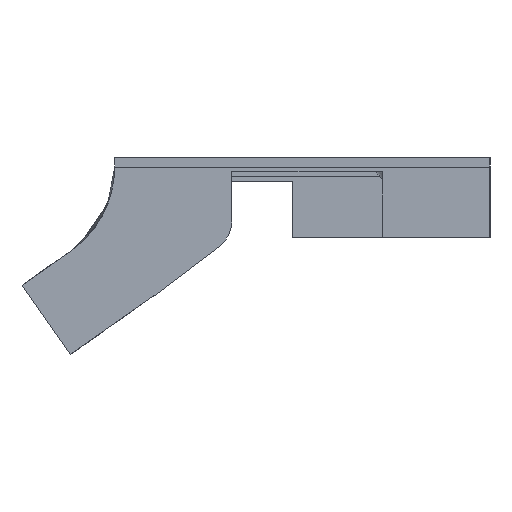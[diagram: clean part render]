
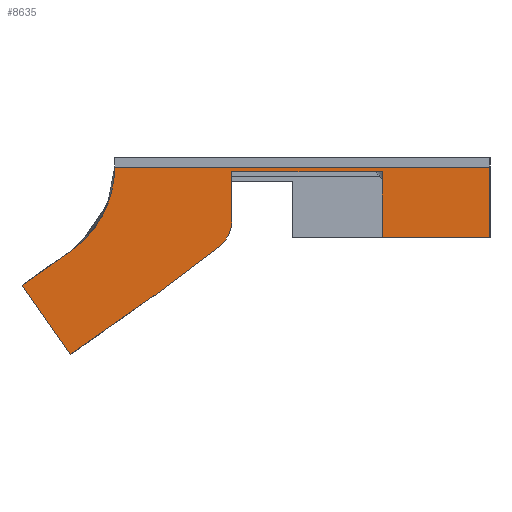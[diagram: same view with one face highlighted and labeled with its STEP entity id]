
A CAD part, left-side view. The second image highlights one B-rep face of the part: STEP entity #8635.
In plain terms, the highlighted planar face has unit normal (-1, 0, 0).
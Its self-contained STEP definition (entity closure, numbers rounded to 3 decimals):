
#841=B_SPLINE_CURVE_WITH_KNOTS('',3,(#17148,#17149,#17150,#17151,#17152,
#17153,#17154,#17155,#17156,#17157),.UNSPECIFIED.,.F.,.F.,(4,3,3,4),(0.,
0.893,1.488,2.084),.UNSPECIFIED.);
#1491=LINE('',#17134,#2163);
#1492=LINE('',#17136,#2164);
#1493=LINE('',#17138,#2165);
#1494=LINE('',#17140,#2166);
#1495=LINE('',#17142,#2167);
#1496=LINE('',#17144,#2168);
#1497=LINE('',#17146,#2169);
#1498=LINE('',#17159,#2170);
#1499=LINE('',#17161,#2171);
#1500=LINE('',#17163,#2172);
#1501=LINE('',#17164,#2173);
#2163=VECTOR('',#9886,10.);
#2164=VECTOR('',#9887,10.);
#2165=VECTOR('',#9888,10.);
#2166=VECTOR('',#9889,10.);
#2167=VECTOR('',#9890,10.);
#2168=VECTOR('',#9891,10.);
#2169=VECTOR('',#9892,10.);
#2170=VECTOR('',#9893,10.);
#2171=VECTOR('',#9894,10.);
#2172=VECTOR('',#9895,10.);
#2173=VECTOR('',#9896,10.);
#2393=PLANE('',#8879);
#2844=FACE_OUTER_BOUND('',#3350,.T.);
#3350=EDGE_LOOP('',(#7913,#7914,#7915,#7916,#7917,#7918,#7919,#7920,#7921,
#7922,#7923,#7924,#7925));
#3444=CIRCLE('',#8878,7.5);
#4236=VERTEX_POINT('',#17127);
#4237=VERTEX_POINT('',#17129);
#4238=VERTEX_POINT('',#17133);
#4239=VERTEX_POINT('',#17135);
#4240=VERTEX_POINT('',#17137);
#4241=VERTEX_POINT('',#17139);
#4242=VERTEX_POINT('',#17141);
#4243=VERTEX_POINT('',#17143);
#4244=VERTEX_POINT('',#17145);
#4245=VERTEX_POINT('',#17147);
#4246=VERTEX_POINT('',#17158);
#4247=VERTEX_POINT('',#17160);
#4248=VERTEX_POINT('',#17162);
#5475=EDGE_CURVE('',#4236,#4237,#3444,.T.);
#5477=EDGE_CURVE('',#4236,#4238,#1491,.T.);
#5478=EDGE_CURVE('',#4238,#4239,#1492,.T.);
#5479=EDGE_CURVE('',#4239,#4240,#1493,.T.);
#5480=EDGE_CURVE('',#4241,#4240,#1494,.T.);
#5481=EDGE_CURVE('',#4242,#4241,#1495,.T.);
#5482=EDGE_CURVE('',#4242,#4243,#1496,.T.);
#5483=EDGE_CURVE('',#4243,#4244,#1497,.T.);
#5484=EDGE_CURVE('',#4245,#4244,#841,.T.);
#5485=EDGE_CURVE('',#4246,#4245,#1498,.T.);
#5486=EDGE_CURVE('',#4247,#4246,#1499,.T.);
#5487=EDGE_CURVE('',#4248,#4247,#1500,.T.);
#5488=EDGE_CURVE('',#4248,#4237,#1501,.T.);
#7913=ORIENTED_EDGE('',*,*,#5475,.F.);
#7914=ORIENTED_EDGE('',*,*,#5477,.T.);
#7915=ORIENTED_EDGE('',*,*,#5478,.T.);
#7916=ORIENTED_EDGE('',*,*,#5479,.T.);
#7917=ORIENTED_EDGE('',*,*,#5480,.F.);
#7918=ORIENTED_EDGE('',*,*,#5481,.F.);
#7919=ORIENTED_EDGE('',*,*,#5482,.T.);
#7920=ORIENTED_EDGE('',*,*,#5483,.T.);
#7921=ORIENTED_EDGE('',*,*,#5484,.F.);
#7922=ORIENTED_EDGE('',*,*,#5485,.F.);
#7923=ORIENTED_EDGE('',*,*,#5486,.F.);
#7924=ORIENTED_EDGE('',*,*,#5487,.F.);
#7925=ORIENTED_EDGE('',*,*,#5488,.T.);
#8635=ADVANCED_FACE('',(#2844),#2393,.T.);
#8878=AXIS2_PLACEMENT_3D('',#17130,#9881,#9882);
#8879=AXIS2_PLACEMENT_3D('',#17132,#9884,#9885);
#9881=DIRECTION('center_axis',(1.,0.,0.));
#9882=DIRECTION('ref_axis',(0.,-0.6,-0.8));
#9884=DIRECTION('center_axis',(-1.,0.,0.));
#9885=DIRECTION('ref_axis',(0.,-0.819,0.574));
#9886=DIRECTION('',(0.,0.,1.));
#9887=DIRECTION('',(0.,-1.,0.));
#9888=DIRECTION('',(0.,0.,-1.));
#9889=DIRECTION('',(0.,1.,0.));
#9890=DIRECTION('',(0.,0.,-1.));
#9891=DIRECTION('',(0.,1.,0.));
#9892=DIRECTION('',(0.,0.,-1.));
#9893=DIRECTION('',(0.,-0.819,0.574));
#9894=DIRECTION('',(0.,0.574,0.819));
#9895=DIRECTION('',(0.,0.819,-0.574));
#9896=DIRECTION('',(0.,-0.8,0.6));
#17127=CARTESIAN_POINT('',(-60.,15.,-11.239));
#17129=CARTESIAN_POINT('',(-60.,18.,-17.239));
#17130=CARTESIAN_POINT('Origin',(-60.,22.5,-11.239));
#17132=CARTESIAN_POINT('Origin',(-60.,58.021,-27.619));
#17133=CARTESIAN_POINT('',(-60.,15.,-1.));
#17134=CARTESIAN_POINT('',(-60.,15.,-21.309));
#17135=CARTESIAN_POINT('',(-60.,-17.,-1.));
#17136=CARTESIAN_POINT('',(-60.,28.511,-1.));
#17137=CARTESIAN_POINT('',(-60.,-17.,-15.));
#17138=CARTESIAN_POINT('',(-60.,-17.,-21.309));
#17139=CARTESIAN_POINT('',(-60.,-40.,-15.));
#17140=CARTESIAN_POINT('',(-60.,-40.,-15.));
#17141=CARTESIAN_POINT('',(-60.,-40.,0.));
#17142=CARTESIAN_POINT('',(-60.,-40.,0.));
#17143=CARTESIAN_POINT('',(-60.,40.,0.));
#17144=CARTESIAN_POINT('',(-60.,-40.,0.));
#17145=CARTESIAN_POINT('',(-60.,40.,-0.064));
#17146=CARTESIAN_POINT('',(-60.,40.,0.));
#17147=CARTESIAN_POINT('',(-60.,49.235,-17.804));
#17148=CARTESIAN_POINT('Ctrl Pts',(-60.,49.235,-17.804));
#17149=CARTESIAN_POINT('Ctrl Pts',(-60.,46.895,-16.165));
#17150=CARTESIAN_POINT('Ctrl Pts',(-60.,44.773,-13.956));
#17151=CARTESIAN_POINT('Ctrl Pts',(-60.,43.192,-11.38));
#17152=CARTESIAN_POINT('Ctrl Pts',(-60.,42.139,-9.662));
#17153=CARTESIAN_POINT('Ctrl Pts',(-60.,41.326,-7.782));
#17154=CARTESIAN_POINT('Ctrl Pts',(-60.,40.791,-5.858));
#17155=CARTESIAN_POINT('Ctrl Pts',(-60.,40.256,-3.935));
#17156=CARTESIAN_POINT('Ctrl Pts',(-60.,40.,-1.969));
#17157=CARTESIAN_POINT('Ctrl Pts',(-60.,40.,-0.064));
#17158=CARTESIAN_POINT('',(-60.,59.742,-25.161));
#17159=CARTESIAN_POINT('',(-60.,41.721,-12.543));
#17160=CARTESIAN_POINT('',(-60.,49.418,-39.906));
#17161=CARTESIAN_POINT('',(-60.,58.021,-27.619));
#17162=CARTESIAN_POINT('',(-60.,31.396,-27.287));
#17163=CARTESIAN_POINT('',(-60.,31.396,-27.287));
#17164=CARTESIAN_POINT('',(-60.,31.396,-27.287));
